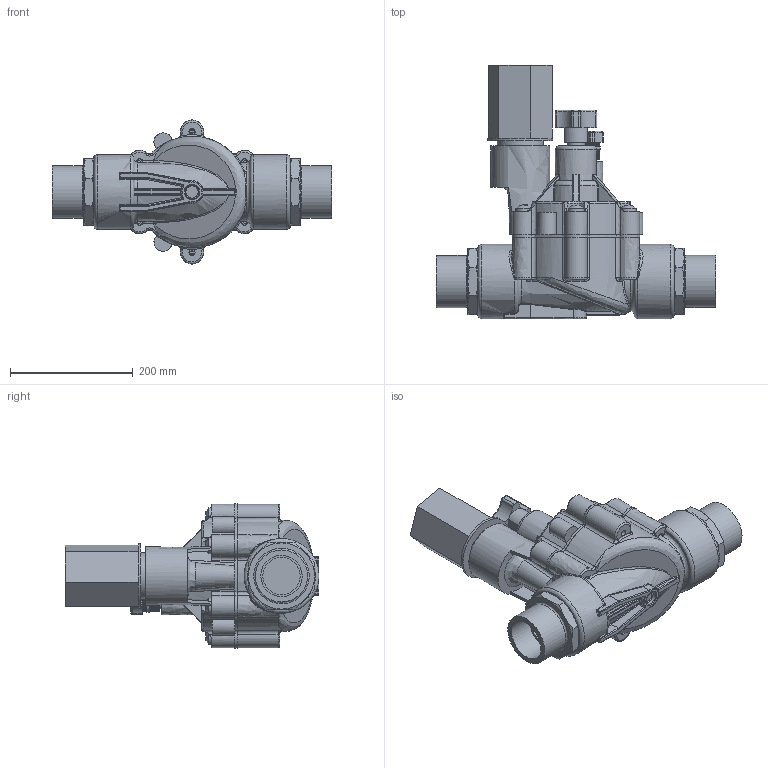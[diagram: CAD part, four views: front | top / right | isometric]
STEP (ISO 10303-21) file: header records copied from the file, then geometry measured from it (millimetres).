
FILE_DESCRIPTION(('FreeCAD Model'),'2;1');
FILE_NAME('Open CASCADE Shape Model','2025-05-05T10:29:34',('FreeCAD'),( 'FreeCAD'),'Open CASCADE STEP processor 7.6','FreeCAD','Unknown');
FILE_SCHEMA(('AUTOMOTIVE_DESIGN { 1 0 10303 214 1 1 1 1 }'));
Products named in the file (1): Open CASCADE STEP translator 7.6 1
Bounding box: 454.39 x 413.04 x 234.52 mm (x, y, z)
Volume: 7851234.2 mm3; surface area: 626090.1 mm2
Topology: 3 solids, 3 shells, 1421 faces, 3846 edges, 2457 vertices
Faces by surface type: bspline 1421
Entity records: 54132 total; most frequent: CARTESIAN_POINT 32175, ORIENTED_EDGE 7684, EDGE_CURVE 3842, B_SPLINE_CURVE_WITH_KNOTS 2693, VERTEX_POINT 2456, FACE_BOUND 1462, EDGE_LOOP 1462, ADVANCED_FACE 1421
